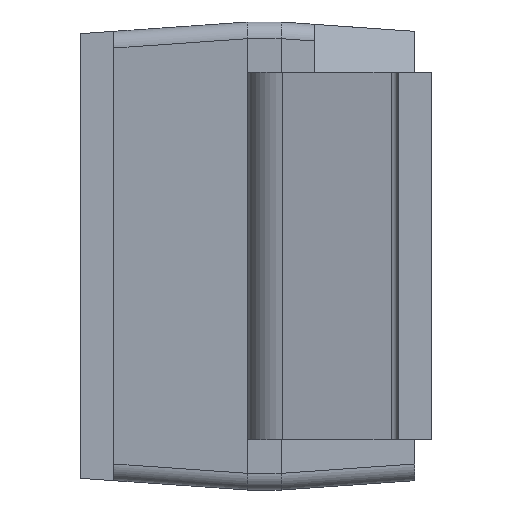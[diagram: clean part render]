
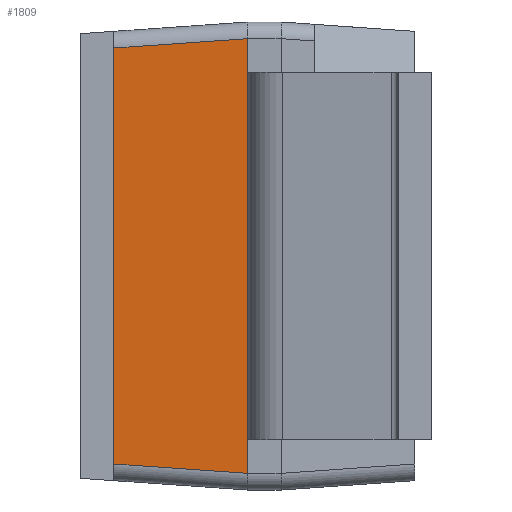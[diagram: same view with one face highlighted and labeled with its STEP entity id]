
A CAD part, left-side view. The second image highlights one B-rep face of the part: STEP entity #1809.
In plain terms, the highlighted planar face has unit normal (-0.998, 0.07, 0).
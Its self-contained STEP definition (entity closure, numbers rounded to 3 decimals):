
#44 = CARTESIAN_POINT ( 'NONE',  ( -1.6, 1.1, 1.3 ) ) ;
#45 = DIRECTION ( 'NONE',  ( -0.998, 0.07, 0. ) ) ;
#82 = CARTESIAN_POINT ( 'NONE',  ( -1.587, 1.287, -1.287 ) ) ;
#160 = VERTEX_POINT ( 'NONE', #2331 ) ;
#215 = CARTESIAN_POINT ( 'NONE',  ( -1.544, 1.9, 1.244 ) ) ;
#258 = EDGE_CURVE ( 'NONE', #634, #160, #2257, .T. ) ;
#278 = DIRECTION ( 'NONE',  ( -0.07, -0.995, -0.07 ) ) ;
#333 = ORIENTED_EDGE ( 'NONE', *, *, #1675, .F. ) ;
#349 = CARTESIAN_POINT ( 'NONE',  ( -1.6, 1.1, 1.4 ) ) ;
#489 = CARTESIAN_POINT ( 'NONE',  ( -1.6, 1.1, -1.3 ) ) ;
#557 = DIRECTION ( 'NONE',  ( 0.07, 0.995, -0.07 ) ) ;
#614 = DIRECTION ( 'NONE',  ( -0.07, -0.998, 0. ) ) ;
#631 = PLANE ( 'NONE',  #2027 ) ;
#634 = VERTEX_POINT ( 'NONE', #1901 ) ;
#636 = LINE ( 'NONE', #1701, #736 ) ;
#726 = VERTEX_POINT ( 'NONE', #44 ) ;
#736 = VECTOR ( 'NONE', #557, 1000. ) ;
#846 = EDGE_CURVE ( 'NONE', #2384, #1979, #2319, .T. ) ;
#874 = ORIENTED_EDGE ( 'NONE', *, *, #258, .T. ) ;
#888 = CARTESIAN_POINT ( 'NONE',  ( -1.6, 1.1, 1.3 ) ) ;
#910 = ORIENTED_EDGE ( 'NONE', *, *, #2112, .T. ) ;
#926 = CARTESIAN_POINT ( 'NONE',  ( -1.544, 1.9, 1.4 ) ) ;
#940 = EDGE_LOOP ( 'NONE', ( #910, #2213, #333, #874, #2248, #2155 ) ) ;
#981 = DIRECTION ( 'NONE',  ( 0., 0., 1. ) ) ;
#1047 = LINE ( 'NONE', #926, #2197 ) ;
#1067 = LINE ( 'NONE', #349, #2042 ) ;
#1116 = EDGE_CURVE ( 'NONE', #726, #1160, #636, .T. ) ;
#1160 = VERTEX_POINT ( 'NONE', #215 ) ;
#1346 = DIRECTION ( 'NONE',  ( 0., 0., 1. ) ) ;
#1547 = LINE ( 'NONE', #2119, #1883 ) ;
#1675 = EDGE_CURVE ( 'NONE', #634, #1160, #1047, .T. ) ;
#1701 = CARTESIAN_POINT ( 'NONE',  ( -1.6, 1.093, 1.301 ) ) ;
#1809 = ADVANCED_FACE ( 'NONE', ( #1902 ), #631, .T. ) ;
#1883 = VECTOR ( 'NONE', #981, 1000. ) ;
#1901 = CARTESIAN_POINT ( 'NONE',  ( -1.544, 1.9, -1.244 ) ) ;
#1902 = FACE_OUTER_BOUND ( 'NONE', #940, .T. ) ;
#1979 = VERTEX_POINT ( 'NONE', #888 ) ;
#2013 = CARTESIAN_POINT ( 'NONE',  ( -1.6, 1.1, 1.4 ) ) ;
#2027 = AXIS2_PLACEMENT_3D ( 'NONE', #2110, #45, #614 ) ;
#2042 = VECTOR ( 'NONE', #2052, 1000. ) ;
#2052 = DIRECTION ( 'NONE',  ( 0., 0., 1. ) ) ;
#2110 = CARTESIAN_POINT ( 'NONE',  ( -1.6, 1.1, 1.4 ) ) ;
#2112 = EDGE_CURVE ( 'NONE', #1979, #726, #1067, .T. ) ;
#2119 = CARTESIAN_POINT ( 'NONE',  ( -1.6, 1.1, 1.4 ) ) ;
#2155 = ORIENTED_EDGE ( 'NONE', *, *, #846, .T. ) ;
#2197 = VECTOR ( 'NONE', #1346, 1000. ) ;
#2213 = ORIENTED_EDGE ( 'NONE', *, *, #1116, .T. ) ;
#2248 = ORIENTED_EDGE ( 'NONE', *, *, #2349, .T. ) ;
#2254 = VECTOR ( 'NONE', #2406, 1000. ) ;
#2257 = LINE ( 'NONE', #82, #2407 ) ;
#2319 = LINE ( 'NONE', #2013, #2254 ) ;
#2331 = CARTESIAN_POINT ( 'NONE',  ( -1.6, 1.1, -1.3 ) ) ;
#2349 = EDGE_CURVE ( 'NONE', #160, #2384, #1547, .T. ) ;
#2384 = VERTEX_POINT ( 'NONE', #489 ) ;
#2406 = DIRECTION ( 'NONE',  ( 0., 0., 1. ) ) ;
#2407 = VECTOR ( 'NONE', #278, 1000. ) ;
